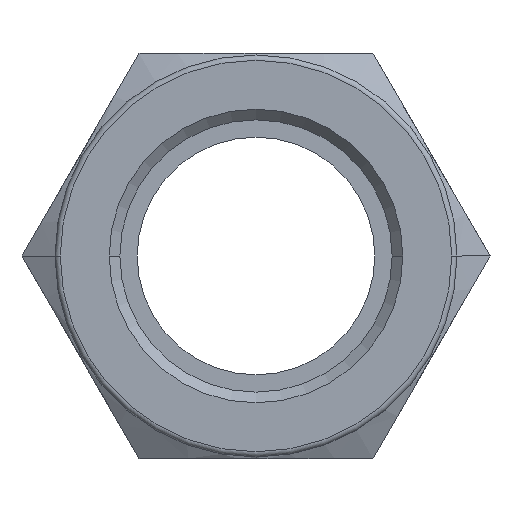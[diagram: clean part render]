
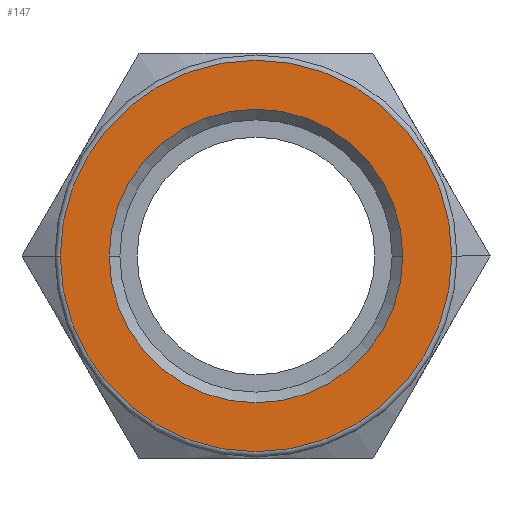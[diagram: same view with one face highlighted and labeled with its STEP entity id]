
A CAD part, left-side view. The second image highlights one B-rep face of the part: STEP entity #147.
In plain terms, the highlighted planar face has unit normal (-1, 0, 0).
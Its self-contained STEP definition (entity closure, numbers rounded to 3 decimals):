
#147=ADVANCED_FACE('',(#305,#306),#307,.T.);
#305=FACE_OUTER_BOUND('',#473,.T.);
#306=FACE_BOUND('',#474,.T.);
#307=PLANE('',#475);
#473=EDGE_LOOP('',(#1020,#1021));
#474=EDGE_LOOP('',(#1022,#1023));
#475=AXIS2_PLACEMENT_3D('',#1024,#1025,#1026);
#1020=ORIENTED_EDGE('',*,*,#1141,.F.);
#1021=ORIENTED_EDGE('',*,*,#1239,.F.);
#1022=ORIENTED_EDGE('',*,*,#1150,.T.);
#1023=ORIENTED_EDGE('',*,*,#1241,.T.);
#1024=CARTESIAN_POINT('',(-32.578,-18.41,-18.41));
#1025=DIRECTION('',(-1.0,0.,0.0));
#1026=DIRECTION('',(0.,1.0,0.0));
#1141=EDGE_CURVE('',#1371,#1372,#1373,.T.);
#1150=EDGE_CURVE('',#1389,#1387,#1390,.T.);
#1239=EDGE_CURVE('',#1372,#1371,#1511,.T.);
#1241=EDGE_CURVE('',#1387,#1389,#1513,.T.);
#1371=VERTEX_POINT('',#1847);
#1372=VERTEX_POINT('',#1848);
#1373=CIRCLE('',#1849,18.4);
#1387=VERTEX_POINT('',#1865);
#1389=VERTEX_POINT('',#1868);
#1390=CIRCLE('',#1869,13.8);
#1511=CIRCLE('',#2271,18.4);
#1513=CIRCLE('',#2273,13.8);
#1847=CARTESIAN_POINT('',(-32.578,18.4,0.0));
#1848=CARTESIAN_POINT('',(-32.578,-18.4,0.));
#1849=AXIS2_PLACEMENT_3D('',#2371,#2372,#2373);
#1865=CARTESIAN_POINT('',(-32.578,13.8,0.));
#1868=CARTESIAN_POINT('',(-32.578,-13.8,0.0));
#1869=AXIS2_PLACEMENT_3D('',#2392,#2393,#2394);
#2271=AXIS2_PLACEMENT_3D('',#2513,#2514,#2515);
#2273=AXIS2_PLACEMENT_3D('',#2519,#2520,#2521);
#2371=CARTESIAN_POINT('',(-32.578,0.,0.0));
#2372=DIRECTION('',(1.0,0.,0.0));
#2373=DIRECTION('',(0.,1.0,0.0));
#2392=CARTESIAN_POINT('',(-32.578,0.,0.));
#2393=DIRECTION('',(1.0,0.,0.));
#2394=DIRECTION('',(0.,-1.0,0.));
#2513=CARTESIAN_POINT('',(-32.578,0.,0.0));
#2514=DIRECTION('',(1.0,0.,0.0));
#2515=DIRECTION('',(0.,1.0,0.0));
#2519=CARTESIAN_POINT('',(-32.578,0.,0.));
#2520=DIRECTION('',(1.0,0.,0.));
#2521=DIRECTION('',(0.,-1.0,0.));
